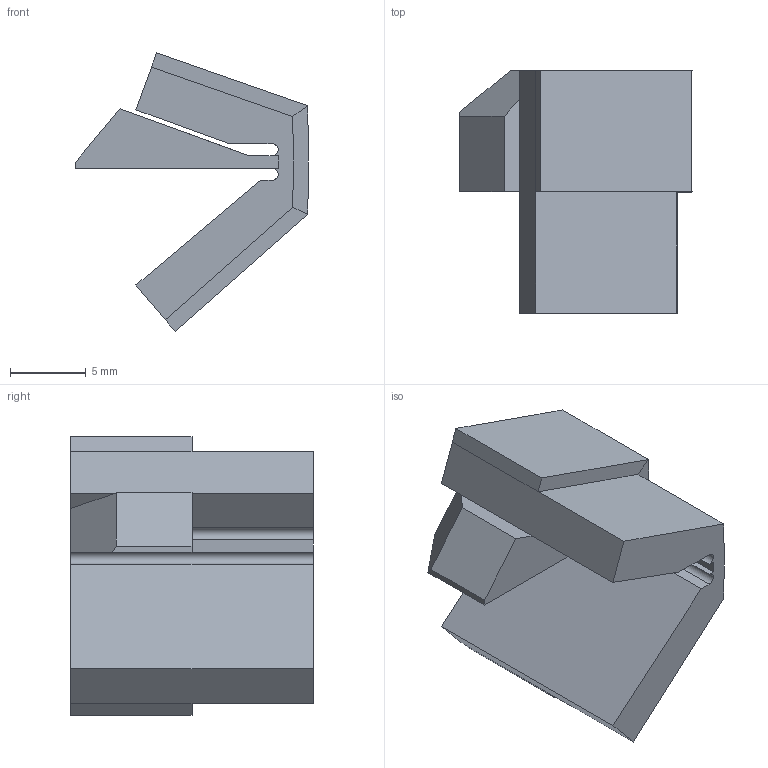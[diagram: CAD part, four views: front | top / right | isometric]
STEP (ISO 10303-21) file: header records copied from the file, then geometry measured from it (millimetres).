
FILE_DESCRIPTION (( 'STEP AP214' ), '1' );
FILE_NAME ('縐蛈.STEP', '2024-12-05T02:23:34', ( '' ), ( '' ), 'SwSTEP 2.0', 'SolidWorks 2022', '' );
FILE_SCHEMA (( 'AUTOMOTIVE_DESIGN' ));
Length unit declared in the file: millimetre
Products named in the file (1): 卡爪
Bounding box: 15.36 x 16 x 18.37 mm (x, y, z)
Volume: 1465.7 mm3; surface area: 1402.2 mm2
Topology: 1 solids, 1 shells, 31 faces, 83 edges, 54 vertices
Faces by surface type: plane 27, cylinder 3, bspline 1
Entity records: 999 total; most frequent: CARTESIAN_POINT 184, ORIENTED_EDGE 166, DIRECTION 153, EDGE_CURVE 83, VECTOR 75, LINE 75, VERTEX_POINT 54, AXIS2_PLACEMENT_3D 39
